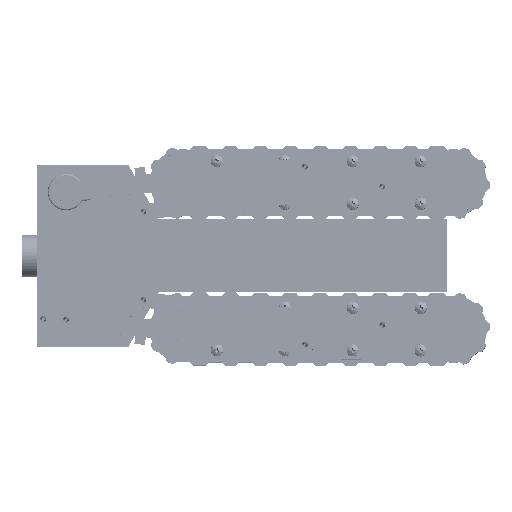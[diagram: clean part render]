
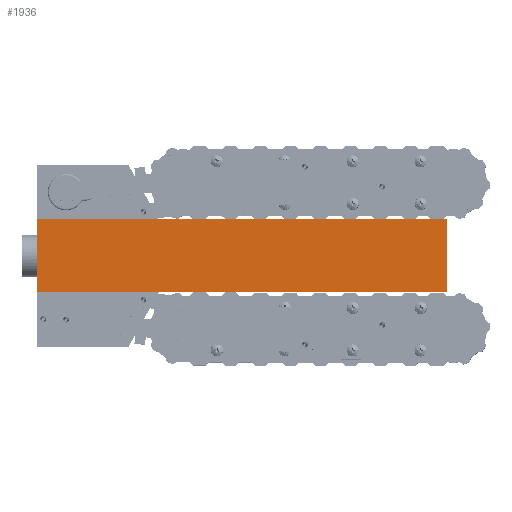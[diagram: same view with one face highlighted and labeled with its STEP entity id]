
A CAD part, top view. The second image highlights one B-rep face of the part: STEP entity #1936.
In plain terms, the highlighted free-form (B-spline) face has degree [1, 1] with [2, 2] control points.
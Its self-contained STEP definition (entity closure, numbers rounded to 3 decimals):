
#1549 = EDGE_CURVE('',#1550,#1552,#1554,.T.);
#1550 = VERTEX_POINT('',#1551);
#1551 = CARTESIAN_POINT('',(-144.019,-7.317,
    81.146));
#1552 = VERTEX_POINT('',#1553);
#1553 = CARTESIAN_POINT('',(-144.019,-35.398,
    81.146));
#1554 = B_SPLINE_CURVE_WITH_KNOTS('',1,(#1555,#1556),.UNSPECIFIED.,.F.,
  .F.,(2,2),(18.,42.),.PIECEWISE_BEZIER_KNOTS.);
#1555 = CARTESIAN_POINT('',(-144.019,-7.317,
    81.146));
#1556 = CARTESIAN_POINT('',(-144.019,-35.398,
    81.146));
#1820 = VERTEX_POINT('',#1821);
#1821 = CARTESIAN_POINT('',(13.939,-35.398,
    81.146));
#1826 = EDGE_CURVE('',#1552,#1820,#1827,.T.);
#1827 = B_SPLINE_CURVE_WITH_KNOTS('',1,(#1828,#1829),.UNSPECIFIED.,.F.,
  .F.,(2,2),(-40.,95.),.PIECEWISE_BEZIER_KNOTS.);
#1828 = CARTESIAN_POINT('',(-144.019,-35.398,
    81.146));
#1829 = CARTESIAN_POINT('',(13.939,-35.398,
    81.146));
#1860 = VERTEX_POINT('',#1861);
#1861 = CARTESIAN_POINT('',(13.939,-7.317,
    81.146));
#1866 = EDGE_CURVE('',#1820,#1860,#1867,.T.);
#1867 = B_SPLINE_CURVE_WITH_KNOTS('',1,(#1868,#1869),.UNSPECIFIED.,.F.,
  .F.,(2,2),(0.,24.),.PIECEWISE_BEZIER_KNOTS.);
#1868 = CARTESIAN_POINT('',(13.939,-35.398,
    81.146));
#1869 = CARTESIAN_POINT('',(13.939,-7.317,
    81.146));
#1906 = EDGE_CURVE('',#1860,#1550,#1907,.T.);
#1907 = B_SPLINE_CURVE_WITH_KNOTS('',1,(#1908,#1909),.UNSPECIFIED.,.F.,
  .F.,(2,2),(0.,135.),.PIECEWISE_BEZIER_KNOTS.);
#1908 = CARTESIAN_POINT('',(13.939,-7.317,
    81.146));
#1909 = CARTESIAN_POINT('',(-144.019,-7.317,
    81.146));
#1936 = ADVANCED_FACE('',(#1937),#1943,.T.);
#1937 = FACE_BOUND('',#1938,.T.);
#1938 = EDGE_LOOP('',(#1939,#1940,#1941,#1942));
#1939 = ORIENTED_EDGE('',*,*,#1906,.T.);
#1940 = ORIENTED_EDGE('',*,*,#1549,.T.);
#1941 = ORIENTED_EDGE('',*,*,#1826,.T.);
#1942 = ORIENTED_EDGE('',*,*,#1866,.T.);
#1943 = B_SPLINE_SURFACE_WITH_KNOTS('',1,1,(
    (#1944,#1945)
    ,(#1946,#1947
    )),.UNSPECIFIED.,.F.,.F.,.F.,(2,2),(2,2),(0.,135.),(-7.,17.),
  .PIECEWISE_BEZIER_KNOTS.);
#1944 = CARTESIAN_POINT('',(-144.019,-35.398,
    81.146));
#1945 = CARTESIAN_POINT('',(-144.019,-7.317,
    81.146));
#1946 = CARTESIAN_POINT('',(13.939,-35.398,
    81.146));
#1947 = CARTESIAN_POINT('',(13.939,-7.317,
    81.146));
